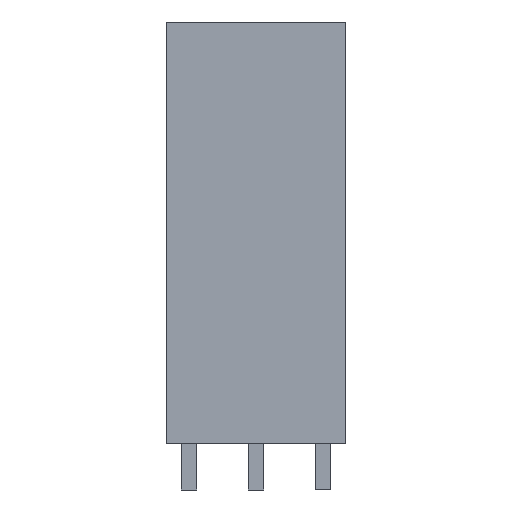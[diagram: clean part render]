
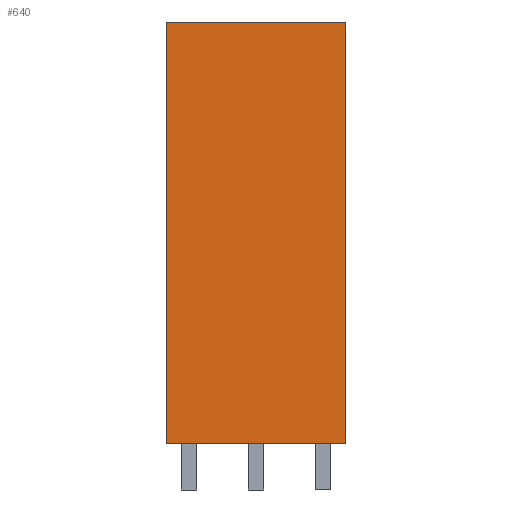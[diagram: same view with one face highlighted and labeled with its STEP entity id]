
A CAD part, left-side view. The second image highlights one B-rep face of the part: STEP entity #640.
In plain terms, the highlighted planar face has unit normal (-1, 0, 0).
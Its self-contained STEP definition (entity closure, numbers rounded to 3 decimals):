
#620=AXIS2_PLACEMENT_3D('Plane Axis2P3D',#617,#618,#619) ;
#42=CARTESIAN_POINT('Vertex',(0.,0.,3.5)) ;
#45=CARTESIAN_POINT('Line Origine',(0.,6.8,3.5)) ;
#49=CARTESIAN_POINT('Vertex',(0.,13.6,3.5)) ;
#202=CARTESIAN_POINT('Line Origine',(0.,0.,19.5)) ;
#206=CARTESIAN_POINT('Vertex',(0.,0.,35.5)) ;
#617=CARTESIAN_POINT('Axis2P3D Location',(0.,0.,35.5)) ;
#622=CARTESIAN_POINT('Line Origine',(0.,6.8,35.5)) ;
#626=CARTESIAN_POINT('Vertex',(0.,13.6,35.5)) ;
#629=CARTESIAN_POINT('Line Origine',(0.,13.6,19.5)) ;
#46=DIRECTION('Vector Direction',(0.,-1.,0.)) ;
#203=DIRECTION('Vector Direction',(0.,0.,1.)) ;
#618=DIRECTION('Axis2P3D Direction',(-1.,0.,0.)) ;
#619=DIRECTION('Axis2P3D XDirection',(0.,1.,0.)) ;
#623=DIRECTION('Vector Direction',(0.,1.,0.)) ;
#630=DIRECTION('Vector Direction',(0.,0.,-1.)) ;
#47=VECTOR('Line Direction',#46,1.) ;
#204=VECTOR('Line Direction',#203,1.) ;
#624=VECTOR('Line Direction',#623,1.) ;
#631=VECTOR('Line Direction',#630,1.) ;
#635=ORIENTED_EDGE('',*,*,#51,.T.) ;
#636=ORIENTED_EDGE('',*,*,#208,.T.) ;
#637=ORIENTED_EDGE('',*,*,#628,.T.) ;
#638=ORIENTED_EDGE('',*,*,#633,.T.) ;
#640=ADVANCED_FACE('HOUSING',(#639),#621,.T.) ;
#51=EDGE_CURVE('',#50,#43,#48,.T.) ;
#208=EDGE_CURVE('',#43,#207,#205,.T.) ;
#628=EDGE_CURVE('',#207,#627,#625,.T.) ;
#633=EDGE_CURVE('',#627,#50,#632,.T.) ;
#634=EDGE_LOOP('',(#635,#636,#637,#638)) ;
#639=FACE_OUTER_BOUND('',#634,.T.) ;
#48=LINE('Line',#45,#47) ;
#205=LINE('Line',#202,#204) ;
#625=LINE('Line',#622,#624) ;
#632=LINE('Line',#629,#631) ;
#621=PLANE('',#620) ;
#43=VERTEX_POINT('',#42) ;
#50=VERTEX_POINT('',#49) ;
#207=VERTEX_POINT('',#206) ;
#627=VERTEX_POINT('',#626) ;
